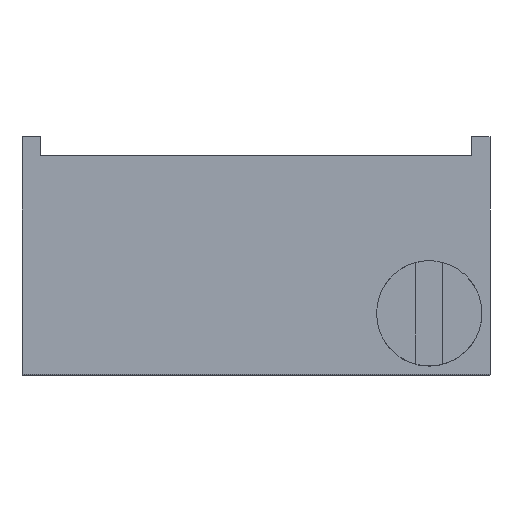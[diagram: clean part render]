
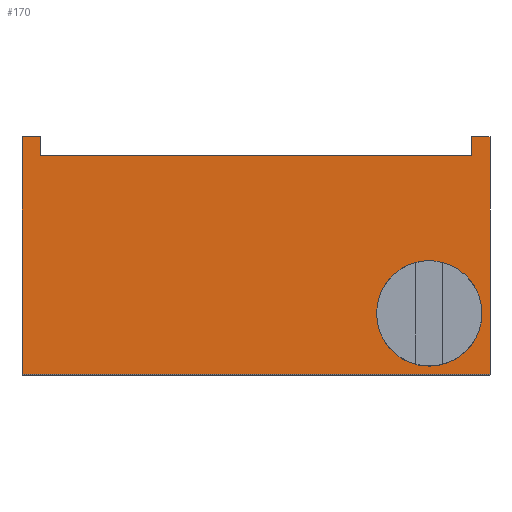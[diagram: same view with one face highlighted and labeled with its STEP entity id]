
A CAD part, top view. The second image highlights one B-rep face of the part: STEP entity #170.
In plain terms, the highlighted planar face has unit normal (0, 0, 1).
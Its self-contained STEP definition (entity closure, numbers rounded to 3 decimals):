
#170=ADVANCED_FACE('',(#478),#480,.T.);
#478=FACE_BOUND('',#479,.T.);
#479=EDGE_LOOP('',(#722,#723,#724,#725,#726,#727,#728,#729));
#480=PLANE('',#481);
#481=AXIS2_PLACEMENT_3D('',#482,#483,#484);
#482=CARTESIAN_POINT('',(-4.89,-2.46,10.35));
#483=DIRECTION('',(0.,0.,1.));
#484=DIRECTION('',(1.,0.,0.));
#722=ORIENTED_EDGE('',*,*,#864,.T.);
#723=ORIENTED_EDGE('',*,*,#847,.F.);
#724=ORIENTED_EDGE('',*,*,#865,.F.);
#725=ORIENTED_EDGE('',*,*,#866,.T.);
#726=ORIENTED_EDGE('',*,*,#859,.T.);
#727=ORIENTED_EDGE('',*,*,#850,.F.);
#728=ORIENTED_EDGE('',*,*,#867,.T.);
#729=ORIENTED_EDGE('',*,*,#868,.T.);
#847=EDGE_CURVE('',#936,#938,#939,.T.);
#850=EDGE_CURVE('',#942,#944,#945,.T.);
#859=EDGE_CURVE('',#958,#944,#959,.T.);
#864=EDGE_CURVE('',#966,#938,#967,.F.);
#865=EDGE_CURVE('',#968,#936,#969,.T.);
#866=EDGE_CURVE('',#968,#958,#970,.T.);
#867=EDGE_CURVE('',#942,#971,#972,.F.);
#868=EDGE_CURVE('',#971,#966,#973,.T.);
#936=VERTEX_POINT('',#1094);
#938=VERTEX_POINT('',#1098);
#939=LINE('',#1099,#1100);
#942=VERTEX_POINT('',#1106);
#944=VERTEX_POINT('',#1110);
#945=LINE('',#1111,#1112);
#958=VERTEX_POINT('',#1142);
#959=LINE('',#1143,#1144);
#966=VERTEX_POINT('',#1160);
#967=LINE('',#1161,#1162);
#968=VERTEX_POINT('',#1164);
#969=LINE('',#1165,#1166);
#970=LINE('',#1168,#1169);
#971=VERTEX_POINT('',#1171);
#972=LINE('',#1172,#1173);
#973=LINE('',#1175,#1176);
#1094=CARTESIAN_POINT('',(-4.89,2.5,10.35));
#1098=CARTESIAN_POINT('',(-4.51,2.5,10.35));
#1099=CARTESIAN_POINT('',(-4.89,2.5,10.35));
#1100=VECTOR('',#1101,1.);
#1101=DIRECTION('',(1.,0.,0.));
#1106=CARTESIAN_POINT('',(4.51,2.5,10.35));
#1110=CARTESIAN_POINT('',(4.89,2.5,10.35));
#1111=CARTESIAN_POINT('',(4.51,2.5,10.35));
#1112=VECTOR('',#1113,1.);
#1113=DIRECTION('',(1.,0.,0.));
#1142=CARTESIAN_POINT('',(4.89,-2.46,10.35));
#1143=CARTESIAN_POINT('',(4.89,-2.46,10.35));
#1144=VECTOR('',#1145,1.);
#1145=DIRECTION('',(0.,1.,0.));
#1160=CARTESIAN_POINT('',(-4.51,2.12,10.35));
#1161=CARTESIAN_POINT('',(-4.51,2.5,10.35));
#1162=VECTOR('',#1163,1.);
#1163=DIRECTION('',(0.,-1.,0.));
#1164=CARTESIAN_POINT('',(-4.89,-2.46,10.35));
#1165=CARTESIAN_POINT('',(-4.89,-2.46,10.35));
#1166=VECTOR('',#1167,1.);
#1167=DIRECTION('',(0.,1.,0.));
#1168=CARTESIAN_POINT('',(-4.89,-2.46,10.35));
#1169=VECTOR('',#1170,1.);
#1170=DIRECTION('',(1.,0.,0.));
#1171=CARTESIAN_POINT('',(4.51,2.12,10.35));
#1172=CARTESIAN_POINT('',(4.51,2.12,10.35));
#1173=VECTOR('',#1174,1.);
#1174=DIRECTION('',(0.,1.,0.));
#1175=CARTESIAN_POINT('',(4.51,2.12,10.35));
#1176=VECTOR('',#1177,1.);
#1177=DIRECTION('',(-1.,0.,0.));
